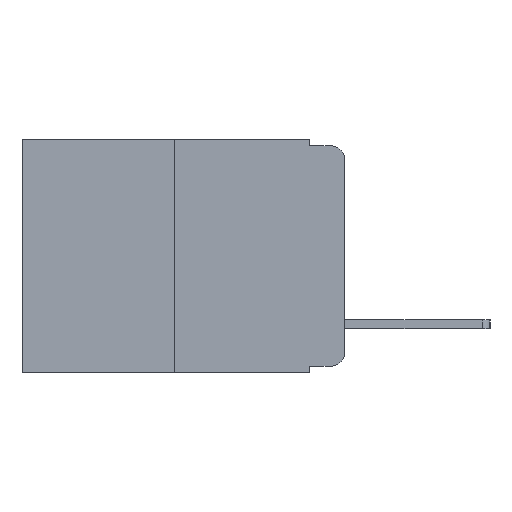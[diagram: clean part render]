
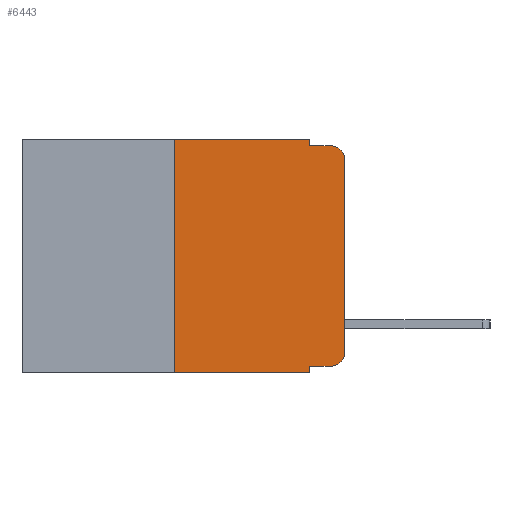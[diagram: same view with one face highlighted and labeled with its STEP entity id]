
A CAD part, left-side view. The second image highlights one B-rep face of the part: STEP entity #6443.
In plain terms, the highlighted planar face has unit normal (-1, 0, 0).
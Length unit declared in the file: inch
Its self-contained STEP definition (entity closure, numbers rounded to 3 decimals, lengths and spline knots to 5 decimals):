
#266 = CARTESIAN_POINT ( 'NONE',  ( 0., 0.02, -0.01 ) ) ;
#816 = VERTEX_POINT ( 'NONE', #266 ) ;
#873 = AXIS2_PLACEMENT_3D ( 'NONE', #6136, #18378, #9329 ) ;
#1159 = CARTESIAN_POINT ( 'NONE',  ( 0., 0.473, 0. ) ) ;
#1307 = CARTESIAN_POINT ( 'NONE',  ( 0., 0., -0.03 ) ) ;
#2726 = VERTEX_POINT ( 'NONE', #7818 ) ;
#2801 = VECTOR ( 'NONE', #10899, 39.37008 ) ;
#3082 = VECTOR ( 'NONE', #3922, 39.37008 ) ;
#3922 = DIRECTION ( 'NONE',  ( 0., -1., 0. ) ) ;
#4253 = LINE ( 'NONE', #17459, #19490 ) ;
#4450 = CARTESIAN_POINT ( 'NONE',  ( 0., 0.051, 0. ) ) ;
#4600 = EDGE_CURVE ( 'NONE', #2726, #6162, #12314, .T. ) ;
#4879 = CARTESIAN_POINT ( 'NONE',  ( 0., 0.051, -0.333 ) ) ;
#4888 = ORIENTED_EDGE ( 'NONE', *, *, #11815, .T. ) ;
#5373 = ORIENTED_EDGE ( 'NONE', *, *, #10807, .T. ) ;
#5511 = CARTESIAN_POINT ( 'NONE',  ( 0., 0.25, 0. ) ) ;
#5638 = EDGE_CURVE ( 'NONE', #9854, #2726, #15846, .T. ) ;
#5721 = DIRECTION ( 'NONE',  ( -1., 0., 0. ) ) ;
#6035 = DIRECTION ( 'NONE',  ( 0., -1., 0. ) ) ;
#6136 = CARTESIAN_POINT ( 'NONE',  ( 0., 0.473, 0. ) ) ;
#6162 = VERTEX_POINT ( 'NONE', #17675 ) ;
#6443 = ADVANCED_FACE ( 'NONE', ( #12671 ), #15353, .F. ) ;
#6641 = AXIS2_PLACEMENT_3D ( 'NONE', #14855, #5721, #16376 ) ;
#6681 = EDGE_CURVE ( 'NONE', #9854, #12088, #4253, .T. ) ;
#6860 = LINE ( 'NONE', #17875, #10943 ) ;
#7418 = DIRECTION ( 'NONE',  ( -1., 0., 0. ) ) ;
#7580 = EDGE_CURVE ( 'NONE', #11896, #12623, #15736, .T. ) ;
#7664 = VERTEX_POINT ( 'NONE', #1307 ) ;
#7712 = EDGE_CURVE ( 'NONE', #14464, #11896, #9331, .T. ) ;
#7818 = CARTESIAN_POINT ( 'NONE',  ( 0., 0.02, -0.333 ) ) ;
#8761 = EDGE_CURVE ( 'NONE', #12623, #14639, #6860, .T. ) ;
#9143 = VECTOR ( 'NONE', #10933, 39.37008 ) ;
#9329 = DIRECTION ( 'NONE',  ( 0., 0., -1. ) ) ;
#9331 = LINE ( 'NONE', #18451, #12881 ) ;
#9377 = CARTESIAN_POINT ( 'NONE',  ( 0., 0.473, -0.343 ) ) ;
#9418 = CARTESIAN_POINT ( 'NONE',  ( 0., 0.051, -0.01 ) ) ;
#9788 = EDGE_CURVE ( 'NONE', #14639, #816, #17189, .T. ) ;
#9854 = VERTEX_POINT ( 'NONE', #4879 ) ;
#9912 = CARTESIAN_POINT ( 'NONE',  ( 0., 0., 0. ) ) ;
#9973 = ORIENTED_EDGE ( 'NONE', *, *, #8761, .F. ) ;
#10000 = AXIS2_PLACEMENT_3D ( 'NONE', #16536, #7418, #18026 ) ;
#10554 = CARTESIAN_POINT ( 'NONE',  ( 0., 0.051, -0.343 ) ) ;
#10593 = CARTESIAN_POINT ( 'NONE',  ( 0., 0.051, -0.01 ) ) ;
#10807 = EDGE_CURVE ( 'NONE', #7664, #816, #12162, .T. ) ;
#10899 = DIRECTION ( 'NONE',  ( 0., -1., 0. ) ) ;
#10933 = DIRECTION ( 'NONE',  ( 0., -1., 0. ) ) ;
#10943 = VECTOR ( 'NONE', #13311, 39.37008 ) ;
#11622 = CARTESIAN_POINT ( 'NONE',  ( 0., 0.051, -0.333 ) ) ;
#11815 = EDGE_CURVE ( 'NONE', #6162, #7664, #11920, .T. ) ;
#11896 = VERTEX_POINT ( 'NONE', #5511 ) ;
#11920 = LINE ( 'NONE', #9912, #15958 ) ;
#12088 = VERTEX_POINT ( 'NONE', #10554 ) ;
#12162 = CIRCLE ( 'NONE', #10000, 0.02 ) ;
#12170 = VECTOR ( 'NONE', #6035, 39.37008 ) ;
#12314 = CIRCLE ( 'NONE', #6641, 0.02 ) ;
#12461 = DIRECTION ( 'NONE',  ( 0., 0., 1. ) ) ;
#12623 = VERTEX_POINT ( 'NONE', #4450 ) ;
#12671 = FACE_OUTER_BOUND ( 'NONE', #14307, .T. ) ;
#12881 = VECTOR ( 'NONE', #12461, 39.37008 ) ;
#12962 = DIRECTION ( 'NONE',  ( 0., 0., -1. ) ) ;
#13311 = DIRECTION ( 'NONE',  ( 0., 0., -1. ) ) ;
#13450 = EDGE_CURVE ( 'NONE', #14464, #12088, #14635, .T. ) ;
#13501 = ORIENTED_EDGE ( 'NONE', *, *, #9788, .F. ) ;
#13977 = ORIENTED_EDGE ( 'NONE', *, *, #7580, .F. ) ;
#14307 = EDGE_LOOP ( 'NONE', ( #4888, #5373, #13501, #9973, #13977, #18463, #14925, #15894, #19878, #16358 ) ) ;
#14459 = DIRECTION ( 'NONE',  ( 0., 0., 1. ) ) ;
#14464 = VERTEX_POINT ( 'NONE', #17731 ) ;
#14635 = LINE ( 'NONE', #9377, #2801 ) ;
#14639 = VERTEX_POINT ( 'NONE', #10593 ) ;
#14855 = CARTESIAN_POINT ( 'NONE',  ( 0., 0.02, -0.313 ) ) ;
#14925 = ORIENTED_EDGE ( 'NONE', *, *, #13450, .T. ) ;
#15353 = PLANE ( 'NONE',  #873 ) ;
#15736 = LINE ( 'NONE', #1159, #12170 ) ;
#15846 = LINE ( 'NONE', #11622, #3082 ) ;
#15894 = ORIENTED_EDGE ( 'NONE', *, *, #6681, .F. ) ;
#15958 = VECTOR ( 'NONE', #14459, 39.37008 ) ;
#16358 = ORIENTED_EDGE ( 'NONE', *, *, #4600, .T. ) ;
#16376 = DIRECTION ( 'NONE',  ( 0., 0., -1. ) ) ;
#16536 = CARTESIAN_POINT ( 'NONE',  ( 0., 0.02, -0.03 ) ) ;
#17189 = LINE ( 'NONE', #9418, #9143 ) ;
#17459 = CARTESIAN_POINT ( 'NONE',  ( 0., 0.051, 0. ) ) ;
#17675 = CARTESIAN_POINT ( 'NONE',  ( 0., 0., -0.313 ) ) ;
#17731 = CARTESIAN_POINT ( 'NONE',  ( 0., 0.25, -0.343 ) ) ;
#17875 = CARTESIAN_POINT ( 'NONE',  ( 0., 0.051, 0. ) ) ;
#18026 = DIRECTION ( 'NONE',  ( 0., 0., -1. ) ) ;
#18378 = DIRECTION ( 'NONE',  ( 1., 0., 0. ) ) ;
#18451 = CARTESIAN_POINT ( 'NONE',  ( 0., 0.25, 0. ) ) ;
#18463 = ORIENTED_EDGE ( 'NONE', *, *, #7712, .F. ) ;
#19490 = VECTOR ( 'NONE', #12962, 39.37008 ) ;
#19878 = ORIENTED_EDGE ( 'NONE', *, *, #5638, .T. ) ;
